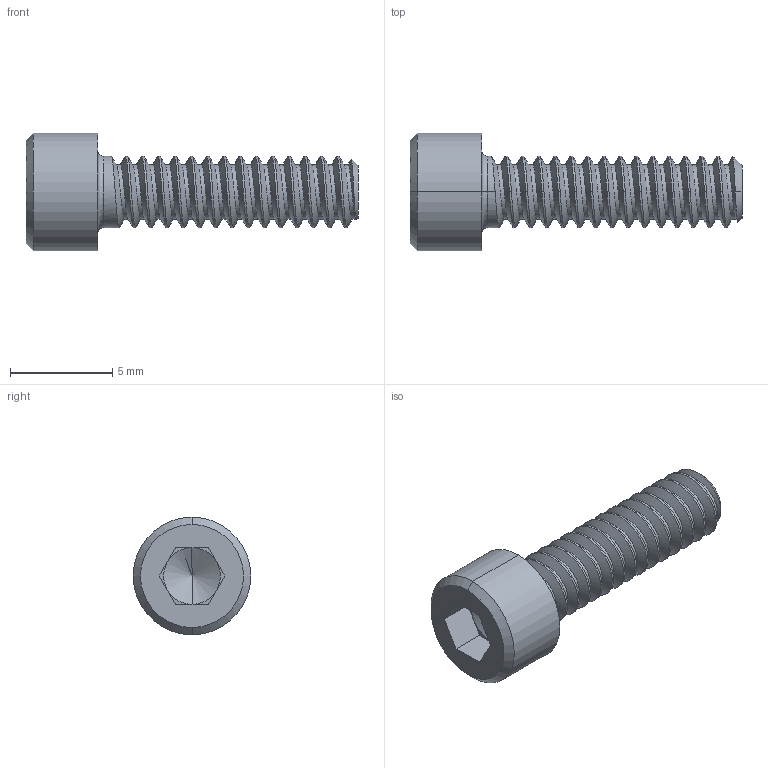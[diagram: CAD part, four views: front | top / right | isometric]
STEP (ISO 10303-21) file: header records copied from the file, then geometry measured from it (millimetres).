
FILE_DESCRIPTION (( 'STEP AP214' ), '1' );
FILE_NAME ('39097_TXM-SHCS 6-32 x 0.5.STEP', '2017-01-16T17:01:33', ( '' ), ( '' ), 'SwSTEP 2.0', 'SolidWorks 2016', '' );
FILE_SCHEMA (( 'AUTOMOTIVE_DESIGN' ));
Length unit declared in the file: inch
Products named in the file (2): 39097_TXM-SHCS 6-32 x 0.5
Bounding box: 16.21 x 5.74 x 5.74 mm (x, y, z)
Volume: 170.7 mm3; surface area: 316 mm2
Topology: 1 solids, 1 shells, 61 faces, 161 edges, 102 vertices
Faces by surface type: cylinder 33, plane 17, cone 6, bspline 3, torus 2
Entity records: 4411 total; most frequent: CARTESIAN_POINT 3061, ORIENTED_EDGE 318, DIRECTION 227, EDGE_CURVE 159, VERTEX_POINT 102, AXIS2_PLACEMENT_3D 80, LINE 67, VECTOR 67
